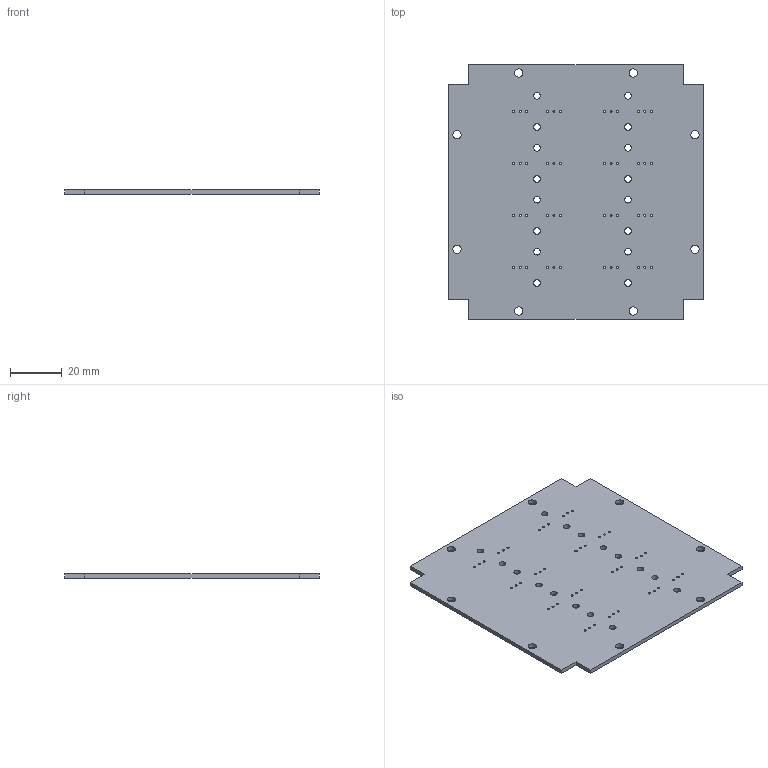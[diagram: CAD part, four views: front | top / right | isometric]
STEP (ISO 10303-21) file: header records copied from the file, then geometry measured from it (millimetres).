
FILE_DESCRIPTION(/* description */ (''),/* implementation_level */ '2;1');
FILE_NAME(/* name */ 'Sample nichrome setup board.step',/* time_stamp */ '2024-04-09T11:20:35-04:00',/* author */ (''),/* organization */ (''),/* preprocessor_version */ 'ST-DEVELOPER v20',/* originating_system */ 'Autodesk Translation Framework v12.20.1.177',/* authorisation */ '');
FILE_SCHEMA (('AUTOMOTIVE_DESIGN { 1 0 10303 214 3 1 1 }'));
Length unit declared in the file: millimetre
Products named in the file (1): Sample nichrome setup board
Bounding box: 98 x 98 x 1.6 mm (x, y, z)
Volume: 14719.7 mm3; surface area: 19549.6 mm2
Topology: 1 solids, 1 shells, 86 faces, 252 edges, 168 vertices
Faces by surface type: cylinder 72, plane 14
Full cylindrical faces by diameter (mm): 0.8 x48, 2.5 x16, 3.2 x8
Entity records: 3268 total; most frequent: DIRECTION 570, CARTESIAN_POINT 507, ORIENTED_EDGE 504, EDGE_CURVE 252, AXIS2_PLACEMENT_3D 231, EDGE_LOOP 230, VERTEX_POINT 168, FACE_BOUND 144
